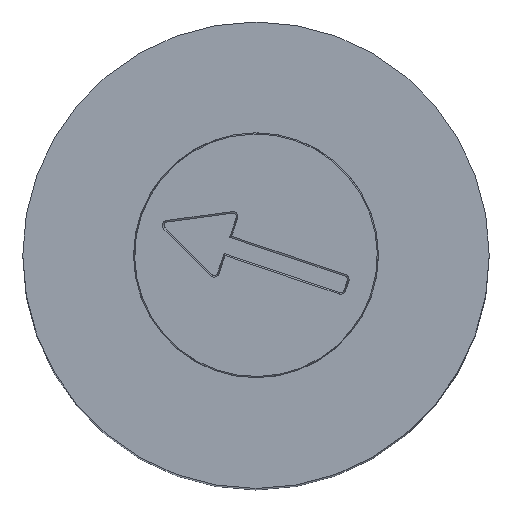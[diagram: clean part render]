
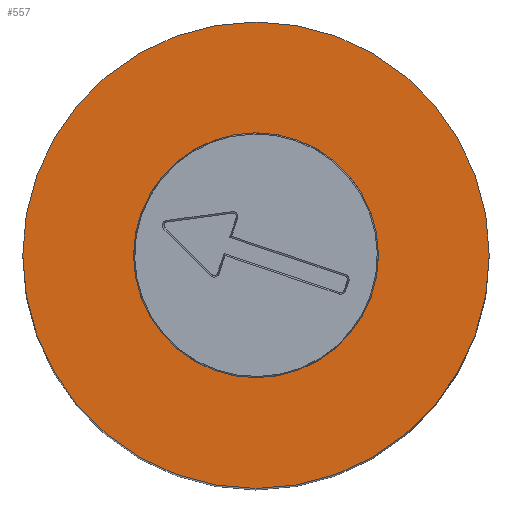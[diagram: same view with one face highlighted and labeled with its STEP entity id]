
A CAD part, top view. The second image highlights one B-rep face of the part: STEP entity #557.
In plain terms, the highlighted planar face has unit normal (0, 0, 1).
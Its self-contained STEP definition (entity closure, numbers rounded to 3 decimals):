
#30=FACE_BOUND('',#101,.T.);
#34=PLANE('',#666);
#64=FACE_OUTER_BOUND('',#100,.T.);
#100=EDGE_LOOP('',(#428));
#101=EDGE_LOOP('',(#429));
#217=CIRCLE('',#655,4.2);
#223=CIRCLE('',#665,8.);
#255=VERTEX_POINT('',#943);
#261=VERTEX_POINT('',#963);
#311=EDGE_CURVE('',#255,#255,#217,.T.);
#321=EDGE_CURVE('',#261,#261,#223,.T.);
#428=ORIENTED_EDGE('',*,*,#321,.F.);
#429=ORIENTED_EDGE('',*,*,#311,.T.);
#557=ADVANCED_FACE('',(#64,#30),#34,.F.);
#655=AXIS2_PLACEMENT_3D('',#944,#758,#759);
#665=AXIS2_PLACEMENT_3D('',#964,#782,#783);
#666=AXIS2_PLACEMENT_3D('',#966,#785,#786);
#758=DIRECTION('center_axis',(0.,0.,-1.));
#759=DIRECTION('ref_axis',(1.,0.,0.));
#782=DIRECTION('center_axis',(0.,0.,-1.));
#783=DIRECTION('ref_axis',(-1.,0.,0.));
#785=DIRECTION('center_axis',(0.,0.,-1.));
#786=DIRECTION('ref_axis',(-1.,0.,0.));
#943=CARTESIAN_POINT('',(-4.2,0.,33.));
#944=CARTESIAN_POINT('Origin',(0.,0.,33.));
#963=CARTESIAN_POINT('',(8.,0.,33.));
#964=CARTESIAN_POINT('Origin',(0.,0.,33.));
#966=CARTESIAN_POINT('Origin',(0.,0.,33.));
